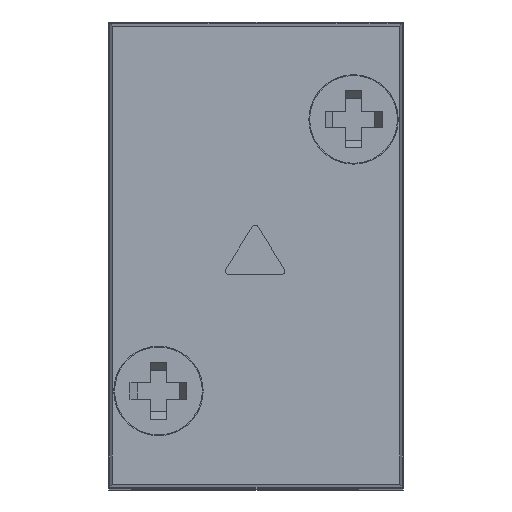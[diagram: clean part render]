
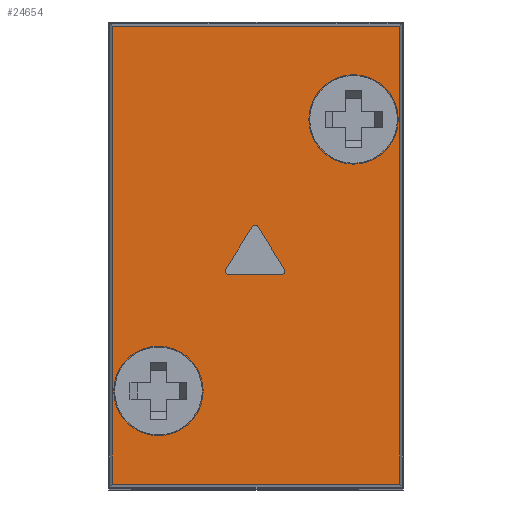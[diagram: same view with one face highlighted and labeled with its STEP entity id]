
A CAD part, top view. The second image highlights one B-rep face of the part: STEP entity #24654.
In plain terms, the highlighted planar face has unit normal (0, 0, 1).
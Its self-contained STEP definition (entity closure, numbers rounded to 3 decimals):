
#2188 = EDGE_LOOP ( 'NONE', ( #20194, #20196, #20198, #20199, #20201, #20204, #20206 ) ) ;
#2531 = AXIS2_PLACEMENT_3D ( 'NONE', #12636, #12630, #12613 ) ;
#2710 = AXIS2_PLACEMENT_3D ( 'NONE', #12188, #12187, #12186 ) ;
#2711 = AXIS2_PLACEMENT_3D ( 'NONE', #12179, #12178, #12177 ) ;
#4605 = LINE ( 'NONE', #19081, #4606 ) ;
#4606 = VECTOR ( 'NONE', #19080, 1000. ) ;
#4609 = LINE ( 'NONE', #19078, #4611 ) ;
#4611 = VECTOR ( 'NONE', #19077, 1000. ) ;
#4612 = LINE ( 'NONE', #19075, #4614 ) ;
#4614 = VECTOR ( 'NONE', #19074, 1000. ) ;
#4616 = LINE ( 'NONE', #19072, #4618 ) ;
#4618 = VECTOR ( 'NONE', #19071, 1000. ) ;
#4620 = CIRCLE ( 'NONE', #10063, 2.7 ) ;
#4624 = CIRCLE ( 'NONE', #10064, 2.7 ) ;
#4626 = LINE ( 'NONE', #19059, #4629 ) ;
#4627 = CIRCLE ( 'NONE', #10065, 0.2 ) ;
#4629 = VECTOR ( 'NONE', #19058, 1000. ) ;
#4633 = LINE ( 'NONE', #19054, #4636 ) ;
#4634 = CIRCLE ( 'NONE', #10066, 0.2 ) ;
#4636 = VECTOR ( 'NONE', #19053, 1000. ) ;
#4639 = LINE ( 'NONE', #19049, #4643 ) ;
#4641 = CIRCLE ( 'NONE', #10067, 0.2 ) ;
#4643 = VECTOR ( 'NONE', #19048, 1000. ) ;
#6129 = FACE_BOUND ( 'NONE', #2188, .T. ) ;
#6130 = FACE_BOUND ( 'NONE', #22269, .T. ) ;
#6131 = FACE_BOUND ( 'NONE', #22266, .T. ) ;
#6132 = FACE_OUTER_BOUND ( 'NONE', #22261, .T. ) ;
#6976 = CIRCLE ( 'NONE', #2710, 2.7 ) ;
#6981 = CIRCLE ( 'NONE', #2711, 2.7 ) ;
#7321 = EDGE_CURVE ( 'NONE', #23611, #23597, #10988, .T. ) ;
#7483 = EDGE_CURVE ( 'NONE', #23645, #23582, #4605, .T. ) ;
#7484 = EDGE_CURVE ( 'NONE', #23582, #23767, #4609, .T. ) ;
#7485 = EDGE_CURVE ( 'NONE', #23631, #23767, #4612, .T. ) ;
#7486 = EDGE_CURVE ( 'NONE', #23645, #23631, #4616, .T. ) ;
#7487 = EDGE_CURVE ( 'NONE', #23780, #23671, #4620, .T. ) ;
#7488 = EDGE_CURVE ( 'NONE', #23630, #23735, #4624, .T. ) ;
#7489 = EDGE_CURVE ( 'NONE', #23698, #23613, #4627, .T. ) ;
#7490 = EDGE_CURVE ( 'NONE', #23613, #23732, #4626, .T. ) ;
#7491 = EDGE_CURVE ( 'NONE', #23732, #23674, #4634, .T. ) ;
#7492 = EDGE_CURVE ( 'NONE', #23674, #23791, #4633, .T. ) ;
#7493 = EDGE_CURVE ( 'NONE', #23791, #23611, #4641, .T. ) ;
#7494 = EDGE_CURVE ( 'NONE', #23597, #23698, #4639, .T. ) ;
#10021 = AXIS2_PLACEMENT_3D ( 'NONE', #19311, #19310, #19309 ) ;
#10063 = AXIS2_PLACEMENT_3D ( 'NONE', #19070, #19069, #19068 ) ;
#10064 = AXIS2_PLACEMENT_3D ( 'NONE', #19067, #19066, #19065 ) ;
#10065 = AXIS2_PLACEMENT_3D ( 'NONE', #19063, #19062, #19061 ) ;
#10066 = AXIS2_PLACEMENT_3D ( 'NONE', #19057, #19056, #19055 ) ;
#10067 = AXIS2_PLACEMENT_3D ( 'NONE', #19052, #19051, #19050 ) ;
#10988 = CIRCLE ( 'NONE', #10021, 0.2 ) ;
#12177 = DIRECTION ( 'NONE',  ( 1., 0., 0. ) ) ;
#12178 = DIRECTION ( 'NONE',  ( 0., 0., 1. ) ) ;
#12179 = CARTESIAN_POINT ( 'NONE',  ( -6., -8.35, 0. ) ) ;
#12186 = DIRECTION ( 'NONE',  ( 1., 0., 0. ) ) ;
#12187 = DIRECTION ( 'NONE',  ( 0., 0., 1. ) ) ;
#12188 = CARTESIAN_POINT ( 'NONE',  ( 6., 8.35, 0. ) ) ;
#12613 = DIRECTION ( 'NONE',  ( -1., 0., 0. ) ) ;
#12630 = DIRECTION ( 'NONE',  ( 0., 0., -1. ) ) ;
#12636 = CARTESIAN_POINT ( 'NONE',  ( 9., 14.25, 0. ) ) ;
#12639 = PLANE ( 'NONE',  #2531 ) ;
#13595 = CARTESIAN_POINT ( 'NONE',  ( -1.753, 0.868, 0. ) ) ;
#13607 = CARTESIAN_POINT ( 'NONE',  ( 1.896, 0.975, 0. ) ) ;
#13657 = CARTESIAN_POINT ( 'NONE',  ( 1.695, 1.175, 0. ) ) ;
#13716 = CARTESIAN_POINT ( 'NONE',  ( -8.83, 14.075, 0. ) ) ;
#14730 = CARTESIAN_POINT ( 'NONE',  ( 1.865, 0.869, 0. ) ) ;
#14743 = CARTESIAN_POINT ( 'NONE',  ( 8.7, 8.35, 0. ) ) ;
#14760 = CARTESIAN_POINT ( 'NONE',  ( 8.83, 14.075, 0. ) ) ;
#14800 = CARTESIAN_POINT ( 'NONE',  ( -8.7, -8.35, 0. ) ) ;
#14804 = CARTESIAN_POINT ( 'NONE',  ( -0.114, -1.754, 0. ) ) ;
#14846 = CARTESIAN_POINT ( 'NONE',  ( -1.584, 1.175, 0. ) ) ;
#14877 = CARTESIAN_POINT ( 'NONE',  ( 0.226, -1.754, 0. ) ) ;
#14881 = CARTESIAN_POINT ( 'NONE',  ( 3.3, 8.35, 0. ) ) ;
#14913 = CARTESIAN_POINT ( 'NONE',  ( -8.83, -14.075, 0. ) ) ;
#14931 = CARTESIAN_POINT ( 'NONE',  ( 8.83, -14.075, 0. ) ) ;
#14932 = CARTESIAN_POINT ( 'NONE',  ( -3.3, -8.35, 0. ) ) ;
#19048 = DIRECTION ( 'NONE',  ( -1., 0., 0. ) ) ;
#19049 = CARTESIAN_POINT ( 'NONE',  ( -1.584, 1.175, 0. ) ) ;
#19050 = DIRECTION ( 'NONE',  ( -1., 0., 0. ) ) ;
#19051 = DIRECTION ( 'NONE',  ( 0., 0., 1. ) ) ;
#19052 = CARTESIAN_POINT ( 'NONE',  ( 1.696, 0.975, 0. ) ) ;
#19053 = DIRECTION ( 'NONE',  ( 0.53, 0.848, 0. ) ) ;
#19054 = CARTESIAN_POINT ( 'NONE',  ( 0.226, -1.754, 0. ) ) ;
#19055 = DIRECTION ( 'NONE',  ( -1., 0., 0. ) ) ;
#19056 = DIRECTION ( 'NONE',  ( 0., 0., 1. ) ) ;
#19057 = CARTESIAN_POINT ( 'NONE',  ( 0.056, -1.648, 0. ) ) ;
#19058 = DIRECTION ( 'NONE',  ( 0.53, -0.848, 0. ) ) ;
#19059 = CARTESIAN_POINT ( 'NONE',  ( -0.114, -1.754, 0. ) ) ;
#19061 = DIRECTION ( 'NONE',  ( -1., 0., 0. ) ) ;
#19062 = DIRECTION ( 'NONE',  ( 0., 0., 1. ) ) ;
#19063 = CARTESIAN_POINT ( 'NONE',  ( -1.584, 0.975, 0. ) ) ;
#19065 = DIRECTION ( 'NONE',  ( 1., 0., 0. ) ) ;
#19066 = DIRECTION ( 'NONE',  ( 0., 0., 1. ) ) ;
#19067 = CARTESIAN_POINT ( 'NONE',  ( -6., -8.35, 0. ) ) ;
#19068 = DIRECTION ( 'NONE',  ( 1., 0., 0. ) ) ;
#19069 = DIRECTION ( 'NONE',  ( 0., 0., 1. ) ) ;
#19070 = CARTESIAN_POINT ( 'NONE',  ( 6., 8.35, 0. ) ) ;
#19071 = DIRECTION ( 'NONE',  ( 1., 0., 0. ) ) ;
#19072 = CARTESIAN_POINT ( 'NONE',  ( -9.001, -14.075, 0. ) ) ;
#19074 = DIRECTION ( 'NONE',  ( 0., 1., 0. ) ) ;
#19075 = CARTESIAN_POINT ( 'NONE',  ( 8.83, -15., 0. ) ) ;
#19077 = DIRECTION ( 'NONE',  ( 1., 0., 0. ) ) ;
#19078 = CARTESIAN_POINT ( 'NONE',  ( -9.001, 14.075, 0. ) ) ;
#19080 = DIRECTION ( 'NONE',  ( 0., 1., 0. ) ) ;
#19081 = CARTESIAN_POINT ( 'NONE',  ( -8.83, -15., 0. ) ) ;
#19309 = DIRECTION ( 'NONE',  ( -1., 0., 0. ) ) ;
#19310 = DIRECTION ( 'NONE',  ( 0., 0., 1. ) ) ;
#19311 = CARTESIAN_POINT ( 'NONE',  ( 1.696, 0.975, 0. ) ) ;
#20194 = ORIENTED_EDGE ( 'NONE', *, *, #7494, .F. ) ;
#20196 = ORIENTED_EDGE ( 'NONE', *, *, #7321, .F. ) ;
#20198 = ORIENTED_EDGE ( 'NONE', *, *, #7493, .F. ) ;
#20199 = ORIENTED_EDGE ( 'NONE', *, *, #7492, .F. ) ;
#20201 = ORIENTED_EDGE ( 'NONE', *, *, #7491, .F. ) ;
#20204 = ORIENTED_EDGE ( 'NONE', *, *, #7490, .F. ) ;
#20206 = ORIENTED_EDGE ( 'NONE', *, *, #7489, .F. ) ;
#20208 = ORIENTED_EDGE ( 'NONE', *, *, #7488, .F. ) ;
#20210 = ORIENTED_EDGE ( 'NONE', *, *, #25455, .F. ) ;
#20212 = ORIENTED_EDGE ( 'NONE', *, *, #7487, .F. ) ;
#20214 = ORIENTED_EDGE ( 'NONE', *, *, #25452, .F. ) ;
#20215 = ORIENTED_EDGE ( 'NONE', *, *, #7486, .T. ) ;
#20216 = ORIENTED_EDGE ( 'NONE', *, *, #7485, .T. ) ;
#20218 = ORIENTED_EDGE ( 'NONE', *, *, #7484, .F. ) ;
#20220 = ORIENTED_EDGE ( 'NONE', *, *, #7483, .F. ) ;
#22261 = EDGE_LOOP ( 'NONE', ( #20215, #20216, #20218, #20220 ) ) ;
#22266 = EDGE_LOOP ( 'NONE', ( #20212, #20214 ) ) ;
#22269 = EDGE_LOOP ( 'NONE', ( #20208, #20210 ) ) ;
#23582 = VERTEX_POINT ( 'NONE', #13716 ) ;
#23597 = VERTEX_POINT ( 'NONE', #13657 ) ;
#23611 = VERTEX_POINT ( 'NONE', #13607 ) ;
#23613 = VERTEX_POINT ( 'NONE', #13595 ) ;
#23630 = VERTEX_POINT ( 'NONE', #14932 ) ;
#23631 = VERTEX_POINT ( 'NONE', #14931 ) ;
#23645 = VERTEX_POINT ( 'NONE', #14913 ) ;
#23671 = VERTEX_POINT ( 'NONE', #14881 ) ;
#23674 = VERTEX_POINT ( 'NONE', #14877 ) ;
#23698 = VERTEX_POINT ( 'NONE', #14846 ) ;
#23732 = VERTEX_POINT ( 'NONE', #14804 ) ;
#23735 = VERTEX_POINT ( 'NONE', #14800 ) ;
#23767 = VERTEX_POINT ( 'NONE', #14760 ) ;
#23780 = VERTEX_POINT ( 'NONE', #14743 ) ;
#23791 = VERTEX_POINT ( 'NONE', #14730 ) ;
#24654 = ADVANCED_FACE ( 'NONE', ( #6129, #6130, #6131, #6132 ), #12639, .F. ) ;
#25452 = EDGE_CURVE ( 'NONE', #23671, #23780, #6976, .T. ) ;
#25455 = EDGE_CURVE ( 'NONE', #23735, #23630, #6981, .T. ) ;
